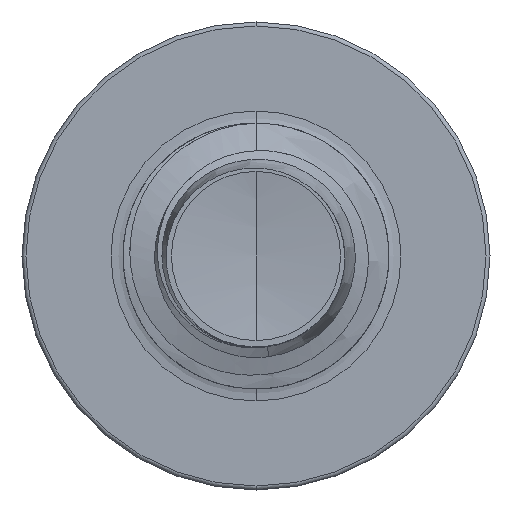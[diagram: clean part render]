
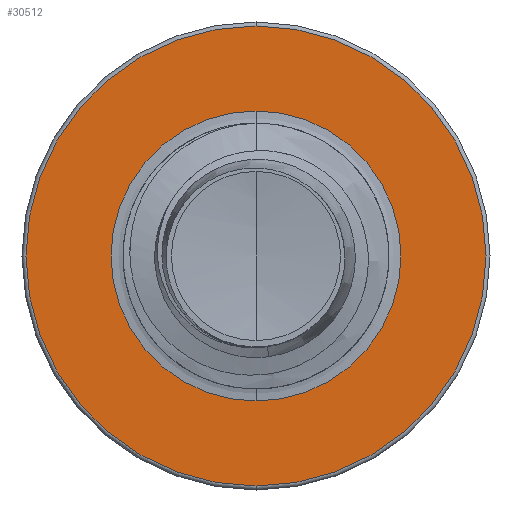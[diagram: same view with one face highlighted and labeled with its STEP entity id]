
A CAD part, front view. The second image highlights one B-rep face of the part: STEP entity #30512.
In plain terms, the highlighted planar face has unit normal (0, -1, 0).
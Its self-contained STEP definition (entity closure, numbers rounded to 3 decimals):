
#230 = CARTESIAN_POINT ( 'NONE',  ( 0., 10., 0. ) ) ;
#811 = CARTESIAN_POINT ( 'NONE',  ( 0., 10., 2.163 ) ) ;
#2551 = FACE_OUTER_BOUND ( 'NONE', #27575, .T. ) ;
#3080 = ORIENTED_EDGE ( 'NONE', *, *, #20841, .T. ) ;
#3104 = DIRECTION ( 'NONE',  ( 0., 0., 1. ) ) ;
#3158 = AXIS2_PLACEMENT_3D ( 'NONE', #20181, #5154, #22470 ) ;
#3410 = AXIS2_PLACEMENT_3D ( 'NONE', #30969, #12335, #28700 ) ;
#4845 = CARTESIAN_POINT ( 'NONE',  ( 0., 10., -2.162 ) ) ;
#5154 = DIRECTION ( 'NONE',  ( 0., 1., 0. ) ) ;
#6104 = DIRECTION ( 'NONE',  ( 0., 1., 0. ) ) ;
#7140 = PLANE ( 'NONE',  #3410 ) ;
#7200 = CIRCLE ( 'NONE', #11800, 2.163 ) ;
#10076 = AXIS2_PLACEMENT_3D ( 'NONE', #21005, #6104, #23288 ) ;
#10827 = CIRCLE ( 'NONE', #17696, 1.363 ) ;
#10884 = ORIENTED_EDGE ( 'NONE', *, *, #28116, .F. ) ;
#11244 = CIRCLE ( 'NONE', #10076, 1.363 ) ;
#11322 = EDGE_CURVE ( 'NONE', #18862, #17153, #15312, .T. ) ;
#11381 = DIRECTION ( 'NONE',  ( 0., 1., 0. ) ) ;
#11800 = AXIS2_PLACEMENT_3D ( 'NONE', #25548, #11381, #27803 ) ;
#12335 = DIRECTION ( 'NONE',  ( 0., 1., 0. ) ) ;
#14493 = VERTEX_POINT ( 'NONE', #22537 ) ;
#15312 = CIRCLE ( 'NONE', #3158, 2.163 ) ;
#16365 = FACE_BOUND ( 'NONE', #28306, .T. ) ;
#17153 = VERTEX_POINT ( 'NONE', #4845 ) ;
#17696 = AXIS2_PLACEMENT_3D ( 'NONE', #230, #18391, #3104 ) ;
#18391 = DIRECTION ( 'NONE',  ( 0., 1., 0. ) ) ;
#18862 = VERTEX_POINT ( 'NONE', #811 ) ;
#20181 = CARTESIAN_POINT ( 'NONE',  ( 0., 10., 0. ) ) ;
#20841 = EDGE_CURVE ( 'NONE', #14493, #30047, #10827, .T. ) ;
#20900 = ORIENTED_EDGE ( 'NONE', *, *, #28077, .T. ) ;
#21005 = CARTESIAN_POINT ( 'NONE',  ( 0., 10., 0. ) ) ;
#22470 = DIRECTION ( 'NONE',  ( 0., 0., 1. ) ) ;
#22537 = CARTESIAN_POINT ( 'NONE',  ( 0., 10., -1.363 ) ) ;
#23288 = DIRECTION ( 'NONE',  ( 0., 0., 1. ) ) ;
#25548 = CARTESIAN_POINT ( 'NONE',  ( 0., 10., 0. ) ) ;
#26442 = ORIENTED_EDGE ( 'NONE', *, *, #11322, .F. ) ;
#27575 = EDGE_LOOP ( 'NONE', ( #26442, #10884 ) ) ;
#27803 = DIRECTION ( 'NONE',  ( 0., 0., 1. ) ) ;
#28077 = EDGE_CURVE ( 'NONE', #30047, #14493, #11244, .T. ) ;
#28116 = EDGE_CURVE ( 'NONE', #17153, #18862, #7200, .T. ) ;
#28306 = EDGE_LOOP ( 'NONE', ( #20900, #3080 ) ) ;
#28700 = DIRECTION ( 'NONE',  ( 0., 0., 1. ) ) ;
#30047 = VERTEX_POINT ( 'NONE', #30065 ) ;
#30065 = CARTESIAN_POINT ( 'NONE',  ( 0., 10., 1.363 ) ) ;
#30512 = ADVANCED_FACE ( 'NONE', ( #2551, #16365 ), #7140, .F. ) ;
#30969 = CARTESIAN_POINT ( 'NONE',  ( 0., 10., -1.363 ) ) ;
